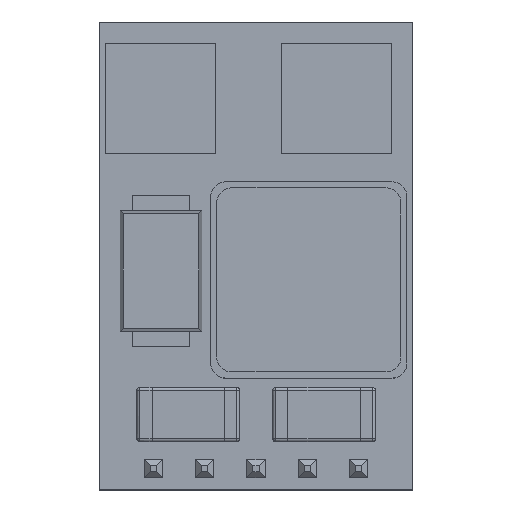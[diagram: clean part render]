
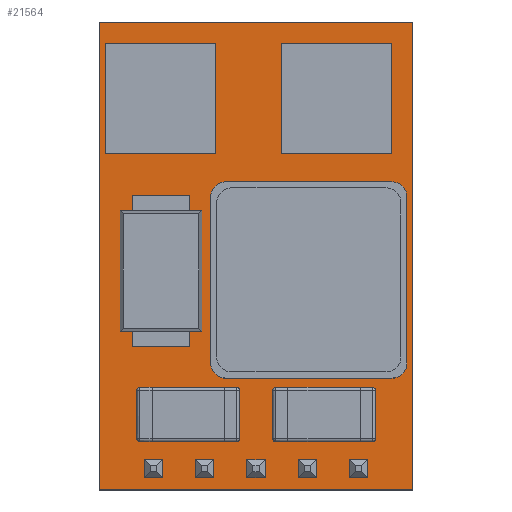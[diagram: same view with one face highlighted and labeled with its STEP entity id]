
A CAD part, top view. The second image highlights one B-rep face of the part: STEP entity #21564.
In plain terms, the highlighted planar face has unit normal (0, 0, 1).
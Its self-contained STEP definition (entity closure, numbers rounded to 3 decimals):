
#21444=CARTESIAN_POINT('',(-5.2,-0.7,3.2));
#21445=VERTEX_POINT('',#21444);
#21452=CARTESIAN_POINT('',(-5.2,14.8,3.2));
#21453=VERTEX_POINT('',#21452);
#21454=CARTESIAN_POINT('',(-5.2,-0.7,3.2));
#21455=DIRECTION('',(0.0,1.0,0.0));
#21456=VECTOR('',#21455,15.5);
#21457=LINE('',#21454,#21456);
#21458=EDGE_CURVE('',#21445,#21453,#21457,.T.);
#21482=CARTESIAN_POINT('',(5.2,-0.7,3.2));
#21483=VERTEX_POINT('',#21482);
#21490=CARTESIAN_POINT('',(5.2,-0.7,3.2));
#21491=DIRECTION('',(-1.0,0.0,0.0));
#21492=VECTOR('',#21491,10.4);
#21493=LINE('',#21490,#21492);
#21494=EDGE_CURVE('',#21483,#21445,#21493,.T.);
#21513=CARTESIAN_POINT('',(5.2,14.8,3.2));
#21514=VERTEX_POINT('',#21513);
#21521=CARTESIAN_POINT('',(5.2,14.8,3.2));
#21522=DIRECTION('',(0.0,-1.0,0.0));
#21523=VECTOR('',#21522,15.5);
#21524=LINE('',#21521,#21523);
#21525=EDGE_CURVE('',#21514,#21483,#21524,.T.);
#21543=CARTESIAN_POINT('',(-5.2,14.8,3.2));
#21544=DIRECTION('',(1.0,0.0,0.0));
#21545=VECTOR('',#21544,10.4);
#21546=LINE('',#21543,#21545);
#21547=EDGE_CURVE('',#21453,#21514,#21546,.T.);
#21553=CARTESIAN_POINT('',(0.,7.05,3.2));
#21554=DIRECTION('',(0.0,0.0,1.0));
#21555=DIRECTION('',(1.0,0.0,0.0));
#21556=AXIS2_PLACEMENT_3D('',#21553,#21554,#21555);
#21557=PLANE('',#21556);
#21558=ORIENTED_EDGE('',*,*,#21547,.F.);
#21559=ORIENTED_EDGE('',*,*,#21458,.F.);
#21560=ORIENTED_EDGE('',*,*,#21494,.F.);
#21561=ORIENTED_EDGE('',*,*,#21525,.F.);
#21562=EDGE_LOOP('',(#21558,#21559,#21560,#21561));
#21563=FACE_OUTER_BOUND('',#21562,.T.);
#21564=ADVANCED_FACE('',(#21563),#21557,.T.);
